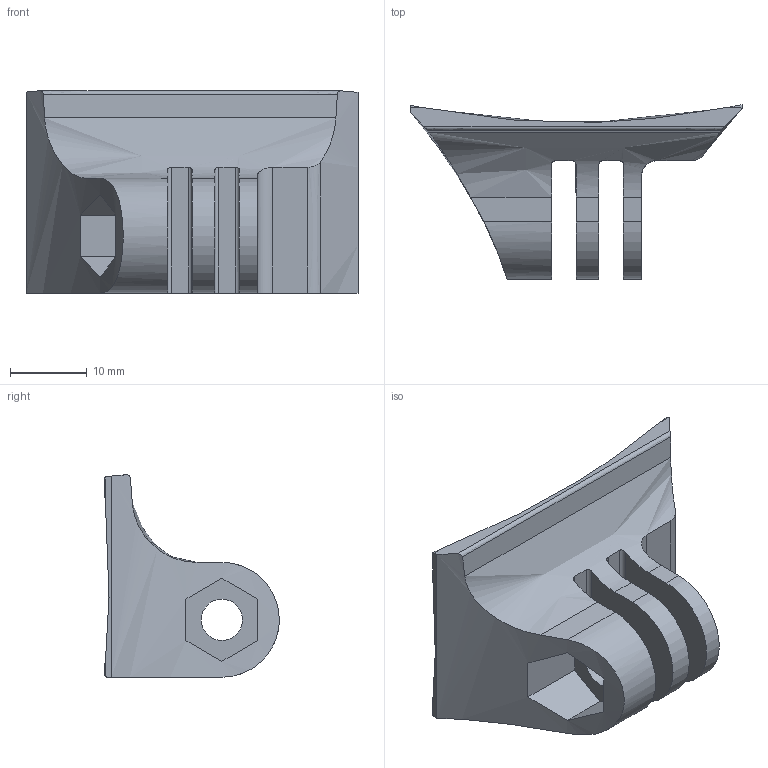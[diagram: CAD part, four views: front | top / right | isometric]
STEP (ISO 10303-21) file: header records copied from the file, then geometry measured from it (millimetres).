
FILE_DESCRIPTION(/* description */ (''),/* implementation_level */ '2;1');
FILE_NAME(/* name */ 'GoProMount.step',/* time_stamp */ '2022-04-07T21:50:35-04:00',/* author */ (''),/* organization */ (''),/* preprocessor_version */ 'ST-DEVELOPER v18.1',/* originating_system */ 'Autodesk Translation Framework v10.13.0.1454',/* authorisation */ '');
FILE_SCHEMA (('AUTOMOTIVE_DESIGN { 1 0 10303 214 3 1 1 }'));
Length unit declared in the file: millimetre
Products named in the file (1): GoProMount
Bounding box: 43.4 x 22.81 x 26.46 mm (x, y, z)
Volume: 7000.6 mm3; surface area: 4470.5 mm2
Topology: 1 solids, 1 shells, 48 faces, 136 edges, 91 vertices
Faces by surface type: plane 24, cylinder 13, bspline 11
Full cylindrical faces by diameter (mm): 5.4 x3
Entity records: 2235 total; most frequent: CARTESIAN_POINT 1091, ORIENTED_EDGE 272, DIRECTION 163, EDGE_CURVE 136, VERTEX_POINT 91, B_SPLINE_CURVE_WITH_KNOTS 67, AXIS2_PLACEMENT_3D 56, EDGE_LOOP 55
